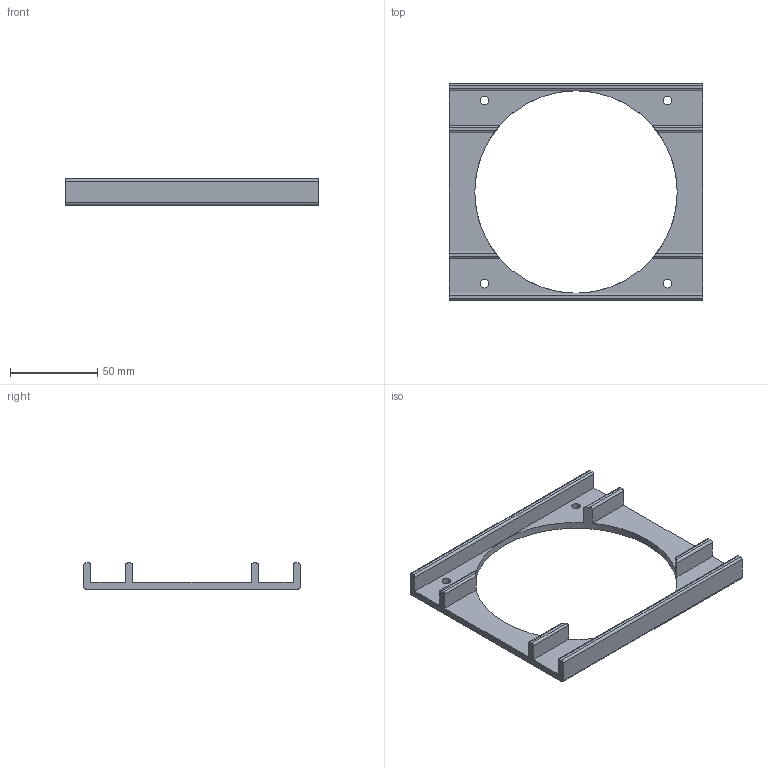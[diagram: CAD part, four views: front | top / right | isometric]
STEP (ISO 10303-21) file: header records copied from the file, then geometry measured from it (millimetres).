
FILE_DESCRIPTION(('Open CASCADE Model'),'2;1');
FILE_NAME('Open CASCADE Shape Model','2023-02-26T15:20:42',('Author'),( 'Open CASCADE'),'Open CASCADE STEP processor 7.6','Open CASCADE 7.6' ,'Unknown');
FILE_SCHEMA(('AUTOMOTIVE_DESIGN { 1 0 10303 214 1 1 1 1 }'));
Length unit declared in the file: millimetre
Products named in the file (1): Open CASCADE STEP translator 7.6 1
Bounding box: 145 x 124 x 15 mm (x, y, z)
Volume: 46517.3 mm3; surface area: 27299.3 mm2
Topology: 1 solids, 1 shells, 46 faces, 133 edges, 88 vertices
Faces by surface type: plane 27, cylinder 19
Full cylindrical faces by diameter (mm): 5 x4, 116 x1
Entity records: 3867 total; most frequent: CARTESIAN_POINT 1324, DIRECTION 444, ORIENTED_EDGE 266, PCURVE 266, DEFINITIONAL_REPRESENTATION 266, LINE 255, VECTOR 255, EDGE_CURVE 133
